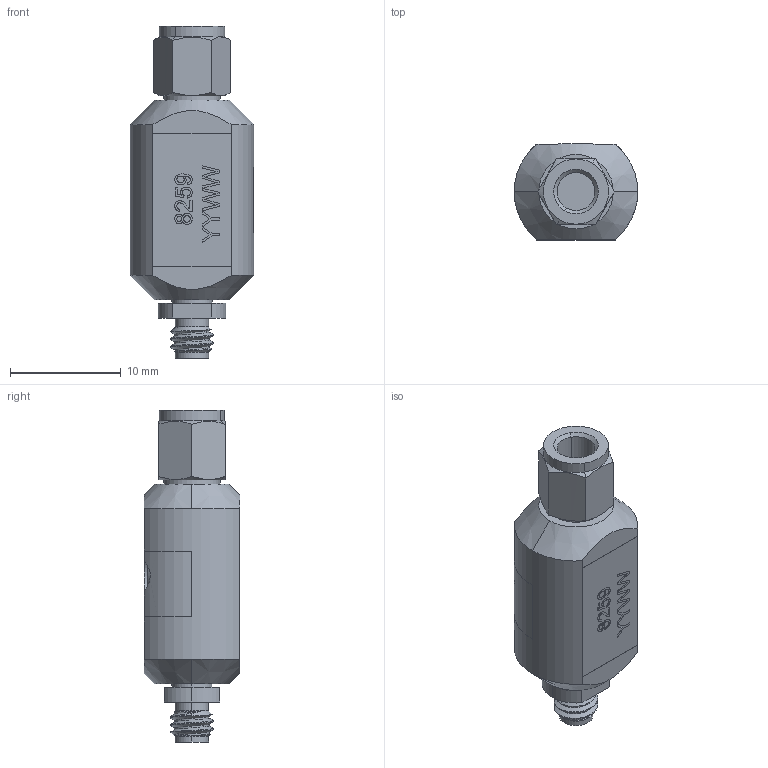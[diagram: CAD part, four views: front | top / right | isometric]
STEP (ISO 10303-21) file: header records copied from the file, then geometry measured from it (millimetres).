
FILE_DESCRIPTION (( 'STEP AP203' ), '1' );
FILE_NAME ('SD8259_3D.step', '2022-08-08T17:07:23', ( '' ), ( '' ), 'SwSTEP 2.0', 'SolidWorks 2021', '' );
FILE_SCHEMA (( 'CONFIG_CONTROL_DESIGN' ));
Length unit declared in the file: inch
Products named in the file (13): 3-60047^3-85278_W265(2)_SD8259; 3-62222^3-85278_W265(2)_SD8259; 3-85278^W265(2)_SD8259; 3-60055^3-85278_W265(2)_SD8259; 3-60055^W265(2)_SD8259; 3-61034^3-85279_W265(2)_SD8259; W265(2)^SD8259; 3-61032^3-85279_W265(2)_SD8259; 3-85169-2^W265(2)_SD8259; 3-85169-1^W265(2)_SD8259; SD8259_3D; socket head cap screw_ai_HX-SHCS 0.086-56x0.188x0.188-N^W265(2)_SD8259; 3-85279^W265(2)_SD8259
Assembly tree (13 placements, depth 4):
  SD8259_3D
    W265(2)^SD8259
      3-85278^W265(2)_SD8259
        3-60047^3-85278_W265(2)_SD8259
        3-60055^3-85278_W265(2)_SD8259
        3-62222^3-85278_W265(2)_SD8259
      3-85279^W265(2)_SD8259
        3-61032^3-85279_W265(2)_SD8259
        3-61034^3-85279_W265(2)_SD8259
      3-85169-1^W265(2)_SD8259
      socket head cap screw_ai_HX-SHCS 0.086-56x0.188x0.188-N^W265(2)_SD8259  x2
      3-60055^W265(2)_SD8259
      3-85169-2^W265(2)_SD8259
Bounding box: 11.11 x 8.63 x 29.91 mm (x, y, z)
Volume: 1470.1 mm3; surface area: 2333.9 mm2
Topology: 12 solids, 12 shells, 403 faces, 996 edges, 641 vertices
Faces by surface type: plane 177, cylinder 105, bspline 69, cone 48, torus 4
Full cylindrical faces by diameter (mm): 5.08 x1
Entity records: 18338 total; most frequent: CARTESIAN_POINT 8329, ORIENTED_EDGE 1862, DIRECTION 1608, EDGE_CURVE 931, VERTEX_POINT 608, AXIS2_PLACEMENT_3D 559, LINE 490, VECTOR 490
